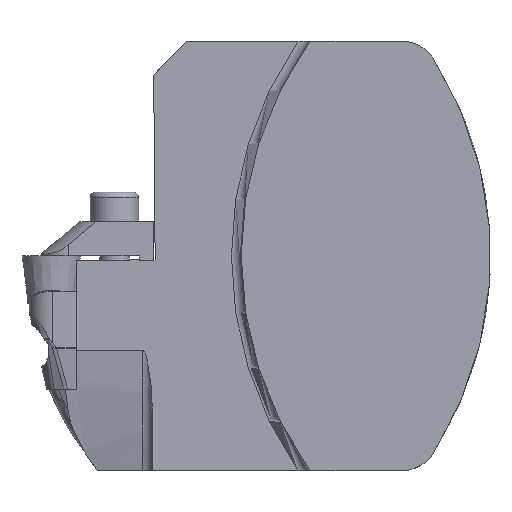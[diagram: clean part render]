
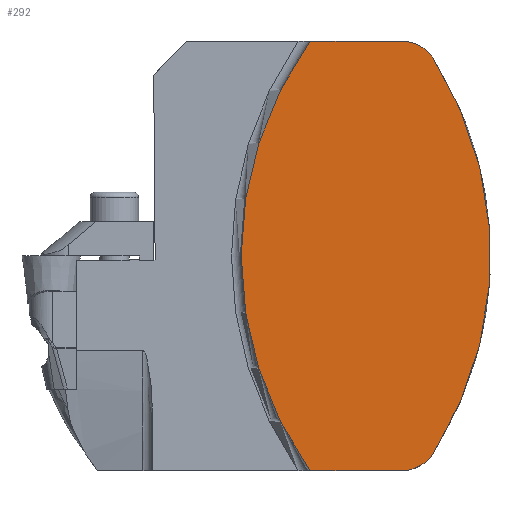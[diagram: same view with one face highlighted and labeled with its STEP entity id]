
A CAD part, top view. The second image highlights one B-rep face of the part: STEP entity #292.
In plain terms, the highlighted planar face has unit normal (0, 0, 1).
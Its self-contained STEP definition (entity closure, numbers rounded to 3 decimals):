
#292=ADVANCED_FACE('',(#429),#376,.T.);
#376=PLANE('',#1816);
#429=FACE_OUTER_BOUND('',#511,.T.);
#511=EDGE_LOOP('',(#938,#939,#940,#941,#942,#943));
#618=LINE('',#2575,#734);
#642=LINE('',#2674,#758);
#734=VECTOR('',#2028,1.);
#758=VECTOR('',#2065,1.);
#938=ORIENTED_EDGE('',*,*,#1509,.T.);
#939=ORIENTED_EDGE('',*,*,#1517,.T.);
#940=ORIENTED_EDGE('',*,*,#1454,.F.);
#941=ORIENTED_EDGE('',*,*,#1518,.T.);
#942=ORIENTED_EDGE('',*,*,#1479,.F.);
#943=ORIENTED_EDGE('',*,*,#1516,.T.);
#1302=VERTEX_POINT('',#2459);
#1303=VERTEX_POINT('',#2460);
#1322=VERTEX_POINT('',#2576);
#1323=VERTEX_POINT('',#2577);
#1340=VERTEX_POINT('',#2673);
#1341=VERTEX_POINT('',#2675);
#1454=EDGE_CURVE('',#1302,#1303,#1665,.T.);
#1479=EDGE_CURVE('',#1322,#1323,#618,.T.);
#1509=EDGE_CURVE('',#1341,#1340,#642,.T.);
#1516=EDGE_CURVE('',#1322,#1341,#1672,.T.);
#1517=EDGE_CURVE('',#1340,#1303,#1673,.T.);
#1518=EDGE_CURVE('',#1302,#1323,#1674,.T.);
#1665=CIRCLE('',#1794,60.25);
#1672=CIRCLE('',#1812,60.25);
#1673=CIRCLE('',#1814,6.);
#1674=CIRCLE('',#1815,6.);
#1794=AXIS2_PLACEMENT_3D('',#2458,#1994,#1995);
#1812=AXIS2_PLACEMENT_3D('',#2722,#2073,#2074);
#1814=AXIS2_PLACEMENT_3D('',#2724,#2077,#2078);
#1815=AXIS2_PLACEMENT_3D('',#2725,#2079,#2080);
#1816=AXIS2_PLACEMENT_3D('',#2726,#2081,#2082);
#1994=DIRECTION('',(0.,0.,-1.));
#1995=DIRECTION('',(1.,0.,0.));
#2028=DIRECTION('',(1.,0.,0.));
#2065=DIRECTION('',(1.,0.,0.));
#2073=DIRECTION('',(0.,0.,1.));
#2074=DIRECTION('',(1.,0.,0.));
#2077=DIRECTION('',(0.,0.,1.));
#2078=DIRECTION('',(1.,0.,0.));
#2079=DIRECTION('',(0.,0.,1.));
#2080=DIRECTION('',(1.,0.,0.));
#2081=DIRECTION('',(0.,0.,1.));
#2082=DIRECTION('',(1.,0.,0.));
#2458=CARTESIAN_POINT('',(-39.85,0.,0.));
#2459=CARTESIAN_POINT('',(11.069,32.207,0.));
#2460=CARTESIAN_POINT('',(11.069,-32.207,0.));
#2575=CARTESIAN_POINT('',(-49.425,35.,0.));
#2576=CARTESIAN_POINT('',(-9.041,35.,0.));
#2577=CARTESIAN_POINT('',(5.998,35.,0.));
#2673=CARTESIAN_POINT('',(5.998,-35.,0.));
#2674=CARTESIAN_POINT('',(-5.552,-35.,0.));
#2675=CARTESIAN_POINT('',(-9.041,-35.,0.));
#2722=CARTESIAN_POINT('',(40.,0.,0.));
#2724=CARTESIAN_POINT('',(5.998,-29.,0.));
#2725=CARTESIAN_POINT('',(5.998,29.,0.));
#2726=CARTESIAN_POINT('',(0.,35.,0.));
